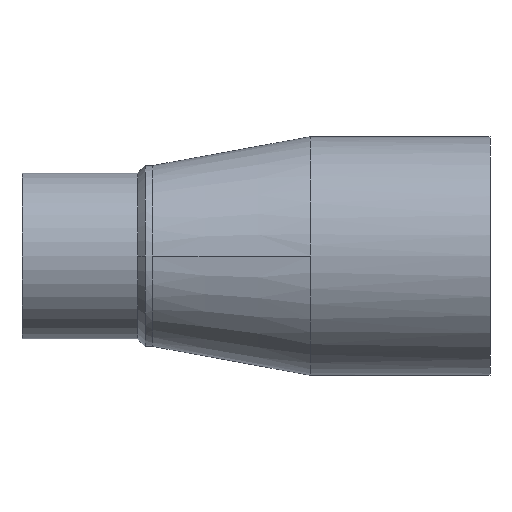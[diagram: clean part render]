
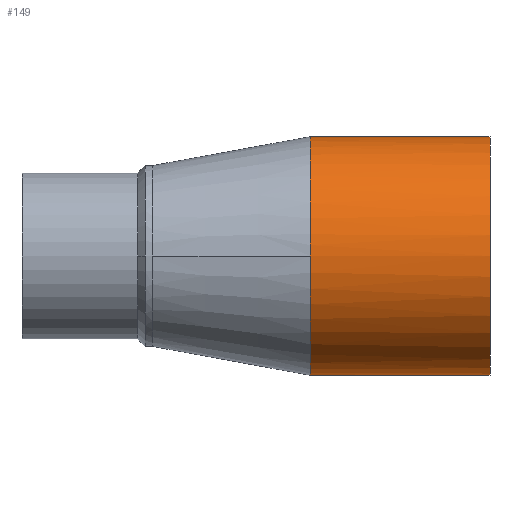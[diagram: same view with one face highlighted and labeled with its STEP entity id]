
A CAD part, front view. The second image highlights one B-rep face of the part: STEP entity #149.
In plain terms, the highlighted cylindrical face has radius 90 mm (diameter 180 mm), a partial arc.
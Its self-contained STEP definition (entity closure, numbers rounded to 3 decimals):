
#149 = ADVANCED_FACE( '', ( #364 ), #365, .T. );
#157 = VERTEX_POINT( '', #373 );
#165 = VERTEX_POINT( '', #383 );
#167 = EDGE_CURVE( '', #157, #283, #385, .T. );
#171 = EDGE_CURVE( '', #283, #317, #389, .T. );
#185 = EDGE_CURVE( '', #165, #245, #405, .T. );
#245 = VERTEX_POINT( '', #471 );
#271 = EDGE_CURVE( '', #317, #165, #499, .T. );
#283 = VERTEX_POINT( '', #512 );
#307 = EDGE_CURVE( '', #245, #157, #540, .T. );
#317 = VERTEX_POINT( '', #550 );
#364 = FACE_OUTER_BOUND( '', #632, .T. );
#365 = CYLINDRICAL_SURFACE( '', #633, 90. );
#373 = CARTESIAN_POINT( '', ( 353., 0., -90. ) );
#383 = CARTESIAN_POINT( '', ( 217.5, -90., 0. ) );
#385 = CIRCLE( '', #934, 90. );
#389 = LINE( '', #939, #940 );
#405 = B_SPLINE_CURVE_WITH_KNOTS( '', 3, ( #969, #970, #971, #972, #973, #974, #975, #976, #977, #978, #979 ), .UNSPECIFIED., .F., .F., ( 4, 1, 1, 1, 1, 1, 1, 1, 4 ), ( 3.142, 3.338, 3.534, 3.731, 3.927, 4.123, 4.32, 4.516, 4.712 ), .UNSPECIFIED. );
#471 = CARTESIAN_POINT( '', ( 217.5, 0., -90. ) );
#499 = B_SPLINE_CURVE_WITH_KNOTS( '', 3, ( #1990, #1991, #1992, #1993, #1994, #1995, #1996, #1997, #1998, #1999, #2000 ), .UNSPECIFIED., .F., .F., ( 4, 1, 1, 1, 1, 1, 1, 1, 4 ), ( 1.571, 1.767, 1.963, 2.16, 2.356, 2.553, 2.749, 2.945, 3.142 ), .UNSPECIFIED. );
#512 = CARTESIAN_POINT( '', ( 353., 0., 90. ) );
#540 = LINE( '', #2080, #2081 );
#550 = CARTESIAN_POINT( '', ( 217.5, 0., 90. ) );
#632 = EDGE_LOOP( '', ( #2137, #2138, #2139, #2140, #2141 ) );
#633 = AXIS2_PLACEMENT_3D( '', #2142, #2143, #2144 );
#934 = AXIS2_PLACEMENT_3D( '', #2162, #2163, #2164 );
#939 = CARTESIAN_POINT( '', ( 217.5, 0., 90. ) );
#940 = VECTOR( '', #2165, 1. );
#969 = CARTESIAN_POINT( '', ( 217.5, -90., 0. ) );
#970 = CARTESIAN_POINT( '', ( 217.5, -90., -5.89 ) );
#971 = CARTESIAN_POINT( '', ( 217.5, -88.84, -17.671 ) );
#972 = CARTESIAN_POINT( '', ( 217.5, -83.685, -34.664 ) );
#973 = CARTESIAN_POINT( '', ( 217.5, -75.315, -50.324 ) );
#974 = CARTESIAN_POINT( '', ( 217.5, -64.05, -64.05 ) );
#975 = CARTESIAN_POINT( '', ( 217.5, -50.324, -75.315 ) );
#976 = CARTESIAN_POINT( '', ( 217.5, -34.663, -83.685 ) );
#977 = CARTESIAN_POINT( '', ( 217.5, -17.671, -88.84 ) );
#978 = CARTESIAN_POINT( '', ( 217.5, -5.89, -90. ) );
#979 = CARTESIAN_POINT( '', ( 217.5, 0., -90. ) );
#1990 = CARTESIAN_POINT( '', ( 217.5, 0., 90. ) );
#1991 = CARTESIAN_POINT( '', ( 217.5, -5.89, 90. ) );
#1992 = CARTESIAN_POINT( '', ( 217.5, -17.671, 88.84 ) );
#1993 = CARTESIAN_POINT( '', ( 217.5, -34.664, 83.685 ) );
#1994 = CARTESIAN_POINT( '', ( 217.5, -50.324, 75.315 ) );
#1995 = CARTESIAN_POINT( '', ( 217.5, -64.05, 64.05 ) );
#1996 = CARTESIAN_POINT( '', ( 217.5, -75.315, 50.324 ) );
#1997 = CARTESIAN_POINT( '', ( 217.5, -83.685, 34.663 ) );
#1998 = CARTESIAN_POINT( '', ( 217.5, -88.84, 17.671 ) );
#1999 = CARTESIAN_POINT( '', ( 217.5, -90., 5.89 ) );
#2000 = CARTESIAN_POINT( '', ( 217.5, -90., 0. ) );
#2080 = CARTESIAN_POINT( '', ( 217.5, 0., -90. ) );
#2081 = VECTOR( '', #2318, 1. );
#2137 = ORIENTED_EDGE( '', *, *, #307, .T. );
#2138 = ORIENTED_EDGE( '', *, *, #167, .T. );
#2139 = ORIENTED_EDGE( '', *, *, #171, .T. );
#2140 = ORIENTED_EDGE( '', *, *, #271, .T. );
#2141 = ORIENTED_EDGE( '', *, *, #185, .T. );
#2142 = CARTESIAN_POINT( '', ( 217.5, 0., 0. ) );
#2143 = DIRECTION( '', ( -1., 0., 0. ) );
#2144 = DIRECTION( '', ( 0., 0., -1. ) );
#2162 = CARTESIAN_POINT( '', ( 353., 0., 0. ) );
#2163 = DIRECTION( '', ( -1., 0., 0. ) );
#2164 = DIRECTION( '', ( 0., 0., -1. ) );
#2165 = DIRECTION( '', ( -1., 0., 0. ) );
#2318 = DIRECTION( '', ( 1., 0., 0. ) );
